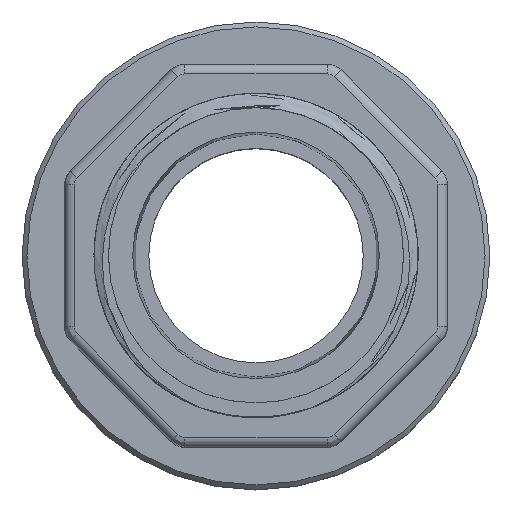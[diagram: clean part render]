
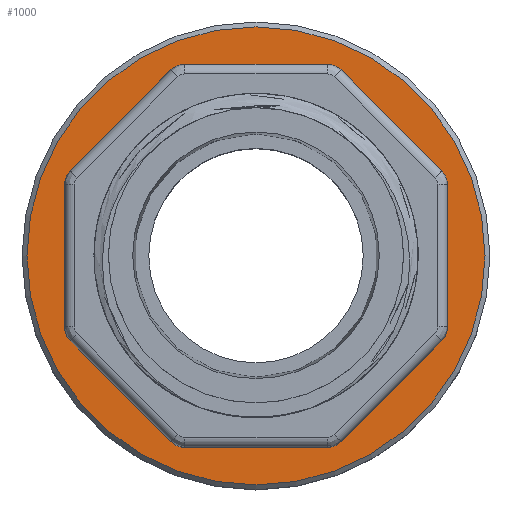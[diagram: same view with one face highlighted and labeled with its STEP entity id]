
A CAD part, top view. The second image highlights one B-rep face of the part: STEP entity #1000.
In plain terms, the highlighted planar face has unit normal (0, 0, 1).
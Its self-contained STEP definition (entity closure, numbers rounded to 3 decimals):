
#778=FACE_BOUND('',#1813,.T.);
#779=FACE_BOUND('',#1814,.T.);
#887=CIRCLE('',#5824,23.5);
#888=CIRCLE('',#5825,2.);
#889=CIRCLE('',#5826,2.);
#890=CIRCLE('',#5827,2.);
#891=CIRCLE('',#5828,2.);
#892=CIRCLE('',#5829,2.);
#893=CIRCLE('',#5830,2.);
#894=CIRCLE('',#5831,2.);
#895=CIRCLE('',#5832,2.);
#1000=ADVANCED_FACE('',(#778,#779),#1292,.F.);
#1292=PLANE('',#5833);
#1813=EDGE_LOOP('',(#2538));
#1814=EDGE_LOOP('',(#2539,#2540,#2541,#2542,#2543,#2544,#2545,#2546,#2547,
#2548,#2549,#2550,#2551,#2552,#2553,#2554));
#2538=ORIENTED_EDGE('',*,*,#4574,.T.);
#2539=ORIENTED_EDGE('',*,*,#4561,.F.);
#2540=ORIENTED_EDGE('',*,*,#4575,.T.);
#2541=ORIENTED_EDGE('',*,*,#4366,.F.);
#2542=ORIENTED_EDGE('',*,*,#4576,.T.);
#2543=ORIENTED_EDGE('',*,*,#4573,.F.);
#2544=ORIENTED_EDGE('',*,*,#4577,.T.);
#2545=ORIENTED_EDGE('',*,*,#4415,.F.);
#2546=ORIENTED_EDGE('',*,*,#4578,.T.);
#2547=ORIENTED_EDGE('',*,*,#4569,.F.);
#2548=ORIENTED_EDGE('',*,*,#4579,.T.);
#2549=ORIENTED_EDGE('',*,*,#4495,.F.);
#2550=ORIENTED_EDGE('',*,*,#4580,.T.);
#2551=ORIENTED_EDGE('',*,*,#4565,.F.);
#2552=ORIENTED_EDGE('',*,*,#4581,.T.);
#2553=ORIENTED_EDGE('',*,*,#4453,.F.);
#2554=ORIENTED_EDGE('',*,*,#4582,.T.);
#3796=VERTEX_POINT('',#11875);
#3799=VERTEX_POINT('',#11880);
#3845=VERTEX_POINT('',#12133);
#3848=VERTEX_POINT('',#12138);
#3883=VERTEX_POINT('',#12295);
#3886=VERTEX_POINT('',#12300);
#3925=VERTEX_POINT('',#12512);
#3928=VERTEX_POINT('',#12517);
#3989=VERTEX_POINT('',#13284);
#3992=VERTEX_POINT('',#13289);
#3993=VERTEX_POINT('',#13293);
#3996=VERTEX_POINT('',#13298);
#3997=VERTEX_POINT('',#13302);
#4000=VERTEX_POINT('',#13307);
#4001=VERTEX_POINT('',#13311);
#4004=VERTEX_POINT('',#13316);
#4005=VERTEX_POINT('',#13320);
#4366=EDGE_CURVE('',#3799,#3796,#5078,.T.);
#4415=EDGE_CURVE('',#3848,#3845,#5082,.T.);
#4453=EDGE_CURVE('',#3886,#3883,#5090,.T.);
#4495=EDGE_CURVE('',#3928,#3925,#5094,.T.);
#4561=EDGE_CURVE('',#3992,#3989,#5108,.T.);
#4565=EDGE_CURVE('',#3996,#3993,#5112,.T.);
#4569=EDGE_CURVE('',#4000,#3997,#5116,.T.);
#4573=EDGE_CURVE('',#4004,#4001,#5120,.T.);
#4574=EDGE_CURVE('',#4005,#4005,#887,.T.);
#4575=EDGE_CURVE('',#3992,#3796,#888,.T.);
#4576=EDGE_CURVE('',#3799,#4001,#889,.T.);
#4577=EDGE_CURVE('',#4004,#3845,#890,.T.);
#4578=EDGE_CURVE('',#3848,#3997,#891,.T.);
#4579=EDGE_CURVE('',#4000,#3925,#892,.T.);
#4580=EDGE_CURVE('',#3928,#3993,#893,.T.);
#4581=EDGE_CURVE('',#3996,#3883,#894,.T.);
#4582=EDGE_CURVE('',#3886,#3989,#895,.T.);
#5078=LINE('',#11881,#5365);
#5082=LINE('',#12139,#5369);
#5090=LINE('',#12301,#5377);
#5094=LINE('',#12518,#5381);
#5108=LINE('',#13290,#5395);
#5112=LINE('',#13299,#5399);
#5116=LINE('',#13308,#5403);
#5120=LINE('',#13317,#5407);
#5365=VECTOR('',#6278,1.);
#5369=VECTOR('',#6284,1.);
#5377=VECTOR('',#6304,1.);
#5381=VECTOR('',#6310,1.);
#5395=VECTOR('',#6364,1.);
#5399=VECTOR('',#6370,1.);
#5403=VECTOR('',#6376,1.);
#5407=VECTOR('',#6382,1.);
#5824=AXIS2_PLACEMENT_3D('',#13319,#6385,#6386);
#5825=AXIS2_PLACEMENT_3D('',#13321,#6387,#6388);
#5826=AXIS2_PLACEMENT_3D('',#13322,#6389,#6390);
#5827=AXIS2_PLACEMENT_3D('',#13323,#6391,#6392);
#5828=AXIS2_PLACEMENT_3D('',#13324,#6393,#6394);
#5829=AXIS2_PLACEMENT_3D('',#13325,#6395,#6396);
#5830=AXIS2_PLACEMENT_3D('',#13326,#6397,#6398);
#5831=AXIS2_PLACEMENT_3D('',#13327,#6399,#6400);
#5832=AXIS2_PLACEMENT_3D('',#13328,#6401,#6402);
#5833=AXIS2_PLACEMENT_3D('',#13329,#6403,#6404);
#6278=DIRECTION('',(0.,1.,0.));
#6284=DIRECTION('',(1.,0.,0.));
#6304=DIRECTION('',(-1.,0.,0.));
#6310=DIRECTION('',(0.,-1.,0.));
#6364=DIRECTION('',(-0.707,0.707,0.));
#6370=DIRECTION('',(-0.707,-0.707,0.));
#6376=DIRECTION('',(0.707,-0.707,0.));
#6382=DIRECTION('',(0.707,0.707,0.));
#6385=DIRECTION('',(0.,0.,1.));
#6386=DIRECTION('',(1.,0.,0.));
#6387=DIRECTION('',(0.,0.,-1.));
#6388=DIRECTION('',(1.,0.,0.));
#6389=DIRECTION('',(0.,0.,-1.));
#6390=DIRECTION('',(1.,0.,0.));
#6391=DIRECTION('',(0.,0.,-1.));
#6392=DIRECTION('',(1.,0.,0.));
#6393=DIRECTION('',(0.,0.,-1.));
#6394=DIRECTION('',(1.,0.,0.));
#6395=DIRECTION('',(0.,0.,-1.));
#6396=DIRECTION('',(1.,0.,0.));
#6397=DIRECTION('',(0.,0.,-1.));
#6398=DIRECTION('',(1.,0.,0.));
#6399=DIRECTION('',(0.,0.,-1.));
#6400=DIRECTION('',(1.,0.,0.));
#6401=DIRECTION('',(0.,0.,-1.));
#6402=DIRECTION('',(1.,0.,0.));
#6403=DIRECTION('',(0.,0.,-1.));
#6404=DIRECTION('',(1.,0.,0.));
#11875=CARTESIAN_POINT('',(19.65,-354.054,26.));
#11880=CARTESIAN_POINT('',(19.65,-368.676,26.));
#11881=CARTESIAN_POINT('',(19.65,-361.365,26.));
#12133=CARTESIAN_POINT('',(7.311,-381.015,26.));
#12138=CARTESIAN_POINT('',(-7.311,-381.015,26.));
#12139=CARTESIAN_POINT('',(0.,-381.015,26.));
#12295=CARTESIAN_POINT('',(-7.311,-341.715,26.));
#12300=CARTESIAN_POINT('',(7.311,-341.715,26.));
#12301=CARTESIAN_POINT('',(0.,-341.715,26.));
#12512=CARTESIAN_POINT('',(-19.65,-368.676,26.));
#12517=CARTESIAN_POINT('',(-19.65,-354.054,26.));
#12518=CARTESIAN_POINT('',(-19.65,-361.365,26.));
#13284=CARTESIAN_POINT('',(8.725,-342.301,26.));
#13289=CARTESIAN_POINT('',(19.064,-352.64,26.));
#13290=CARTESIAN_POINT('',(13.895,-347.47,26.));
#13293=CARTESIAN_POINT('',(-19.064,-352.64,26.));
#13298=CARTESIAN_POINT('',(-8.725,-342.301,26.));
#13299=CARTESIAN_POINT('',(-13.895,-347.47,26.));
#13302=CARTESIAN_POINT('',(-8.725,-380.429,26.));
#13307=CARTESIAN_POINT('',(-19.064,-370.09,26.));
#13308=CARTESIAN_POINT('',(-13.895,-375.26,26.));
#13311=CARTESIAN_POINT('',(19.064,-370.09,26.));
#13316=CARTESIAN_POINT('',(8.725,-380.429,26.));
#13317=CARTESIAN_POINT('',(13.895,-375.26,26.));
#13319=CARTESIAN_POINT('',(0.,-361.365,26.));
#13320=CARTESIAN_POINT('',(23.5,-361.365,26.));
#13321=CARTESIAN_POINT('',(17.65,-354.054,26.));
#13322=CARTESIAN_POINT('',(17.65,-368.676,26.));
#13323=CARTESIAN_POINT('',(7.311,-379.015,26.));
#13324=CARTESIAN_POINT('',(-7.311,-379.015,26.));
#13325=CARTESIAN_POINT('',(-17.65,-368.676,26.));
#13326=CARTESIAN_POINT('',(-17.65,-354.054,26.));
#13327=CARTESIAN_POINT('',(-7.311,-343.715,26.));
#13328=CARTESIAN_POINT('',(7.311,-343.715,26.));
#13329=CARTESIAN_POINT('',(0.,-361.365,26.));
